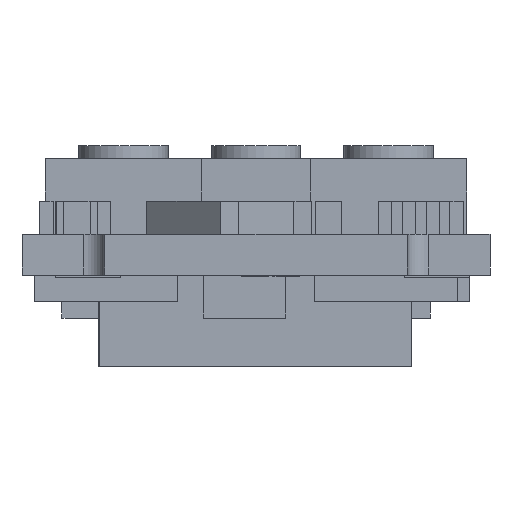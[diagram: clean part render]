
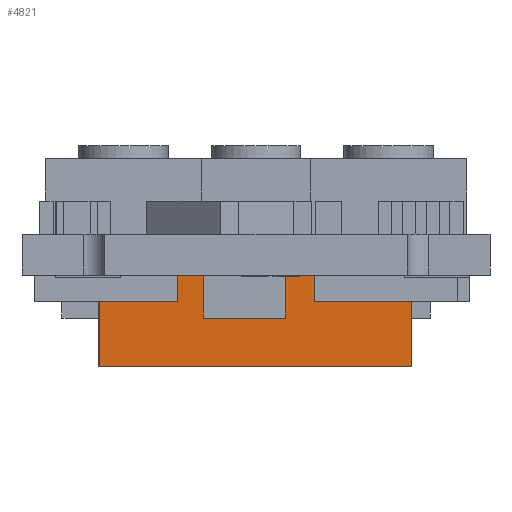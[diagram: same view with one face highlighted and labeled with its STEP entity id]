
A CAD part, front view. The second image highlights one B-rep face of the part: STEP entity #4821.
In plain terms, the highlighted planar face has unit normal (0, -1, 0).
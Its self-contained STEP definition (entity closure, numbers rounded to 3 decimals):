
#165 = DIRECTION ( 'NONE',  ( 1., 0., 0. ) ) ;
#307 = VECTOR ( 'NONE', #165, 1000. ) ;
#1368 = LINE ( 'NONE', #15053, #14224 ) ;
#2707 = VECTOR ( 'NONE', #13444, 1000. ) ;
#2852 = EDGE_CURVE ( 'NONE', #10951, #12825, #13304, .T. ) ;
#2929 = CARTESIAN_POINT ( 'NONE',  ( 14.966, 23.518, -1.575 ) ) ;
#2970 = CARTESIAN_POINT ( 'NONE',  ( 2.966, 23.518, -5.075 ) ) ;
#3376 = VECTOR ( 'NONE', #13700, 1000. ) ;
#3485 = CARTESIAN_POINT ( 'NONE',  ( 14.966, 23.518, -5.075 ) ) ;
#3512 = FACE_OUTER_BOUND ( 'NONE', #15652, .T. ) ;
#3676 = CARTESIAN_POINT ( 'NONE',  ( 14.966, 23.518, -1.638 ) ) ;
#3999 = PLANE ( 'NONE',  #9344 ) ;
#4757 = EDGE_CURVE ( 'NONE', #12284, #14487, #1368, .T. ) ;
#4821 = ADVANCED_FACE ( 'NONE', ( #3512 ), #3999, .T. ) ;
#5666 = EDGE_CURVE ( 'NONE', #12284, #10951, #13019, .T. ) ;
#5749 = CARTESIAN_POINT ( 'NONE',  ( 14.966, 23.518, -5.075 ) ) ;
#6337 = DIRECTION ( 'NONE',  ( 0., 0., 1. ) ) ;
#6496 = CARTESIAN_POINT ( 'NONE',  ( 0., 23.518, -1.638 ) ) ;
#7086 = EDGE_CURVE ( 'NONE', #14487, #12825, #13555, .T. ) ;
#7735 = DIRECTION ( 'NONE',  ( 0., 0., -1. ) ) ;
#9344 = AXIS2_PLACEMENT_3D ( 'NONE', #6496, #15221, #7735 ) ;
#10435 = ORIENTED_EDGE ( 'NONE', *, *, #4757, .F. ) ;
#10951 = VERTEX_POINT ( 'NONE', #5749 ) ;
#11538 = ORIENTED_EDGE ( 'NONE', *, *, #5666, .T. ) ;
#12284 = VERTEX_POINT ( 'NONE', #2970 ) ;
#12825 = VERTEX_POINT ( 'NONE', #2929 ) ;
#13019 = LINE ( 'NONE', #3485, #2707 ) ;
#13304 = LINE ( 'NONE', #3676, #3376 ) ;
#13444 = DIRECTION ( 'NONE',  ( 1., 0., 0. ) ) ;
#13555 = LINE ( 'NONE', #13884, #307 ) ;
#13700 = DIRECTION ( 'NONE',  ( 0., 0., 1. ) ) ;
#13884 = CARTESIAN_POINT ( 'NONE',  ( 0., 23.518, -1.575 ) ) ;
#14224 = VECTOR ( 'NONE', #6337, 1000. ) ;
#14427 = ORIENTED_EDGE ( 'NONE', *, *, #7086, .F. ) ;
#14487 = VERTEX_POINT ( 'NONE', #14534 ) ;
#14534 = CARTESIAN_POINT ( 'NONE',  ( 2.966, 23.518, -1.575 ) ) ;
#15053 = CARTESIAN_POINT ( 'NONE',  ( 2.966, 23.518, -1.638 ) ) ;
#15221 = DIRECTION ( 'NONE',  ( 0., -1., 0. ) ) ;
#15652 = EDGE_LOOP ( 'NONE', ( #14427, #10435, #11538, #15957 ) ) ;
#15957 = ORIENTED_EDGE ( 'NONE', *, *, #2852, .T. ) ;
